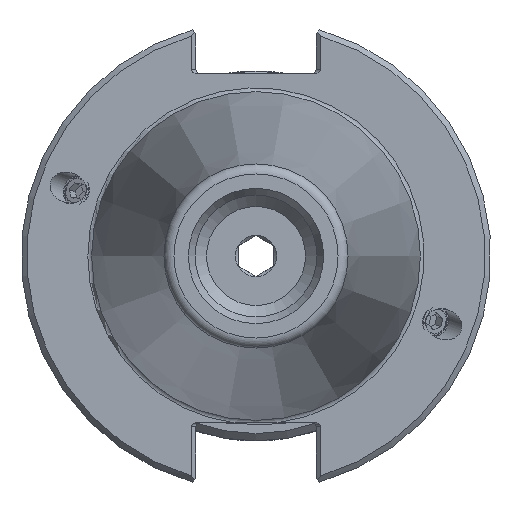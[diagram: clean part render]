
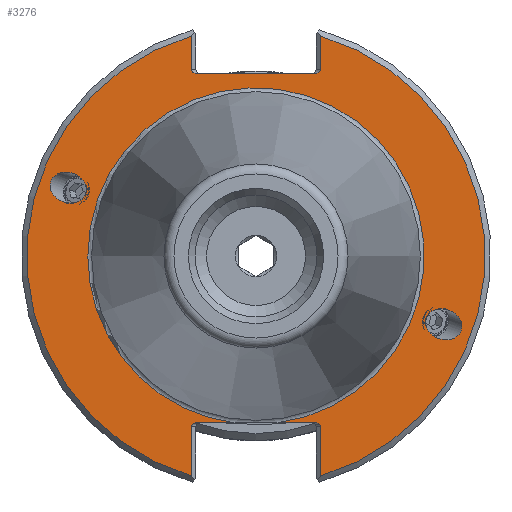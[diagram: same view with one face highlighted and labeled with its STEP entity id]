
A CAD part, left-side view. The second image highlights one B-rep face of the part: STEP entity #3276.
In plain terms, the highlighted planar face has unit normal (-1, 0, 0).
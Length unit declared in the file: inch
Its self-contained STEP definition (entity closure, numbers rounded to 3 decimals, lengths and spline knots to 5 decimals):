
#161=LINE('',#6108,#331);
#170=LINE('',#6143,#340);
#177=LINE('',#6172,#347);
#186=LINE('',#6207,#356);
#187=LINE('',#6220,#357);
#192=LINE('',#6268,#362);
#193=LINE('',#6271,#363);
#331=VECTOR('',#3961,0.1782);
#340=VECTOR('',#3990,0.1782);
#347=VECTOR('',#4013,0.2622);
#356=VECTOR('',#4042,0.2622);
#357=VECTOR('',#4055,0.63343);
#362=VECTOR('',#4090,0.205);
#363=VECTOR('',#4095,0.205);
#662=PLANE('',#3539);
#747=FACE_BOUND('',#1228,.T.);
#748=FACE_BOUND('',#1229,.T.);
#825=CIRCLE('',#3537,0.895);
#827=CIRCLE('',#3540,1.22);
#828=CIRCLE('',#3541,1.22);
#988=FACE_OUTER_BOUND('',#1227,.T.);
#1227=EDGE_LOOP('',(#2520,#2521,#2522,#2523,#2524,#2525,#2526,#2527,#2528,
#2529,#2530,#2531,#2532,#2533));
#1228=EDGE_LOOP('',(#2534));
#1229=EDGE_LOOP('',(#2535));
#1416=ELLIPSE('',#3426,0.09853,0.08071);
#1417=ELLIPSE('',#3436,0.09853,0.08071);
#1418=ELLIPSE('',#3484,0.02828,0.02);
#1425=ELLIPSE('',#3498,0.02828,0.02);
#1426=ELLIPSE('',#3502,0.02828,0.02);
#1433=ELLIPSE('',#3516,0.02828,0.02);
#1434=VERTEX_POINT('',#4664);
#1441=VERTEX_POINT('',#4765);
#1527=VERTEX_POINT('',#6086);
#1528=VERTEX_POINT('',#6088);
#1533=VERTEX_POINT('',#6104);
#1539=VERTEX_POINT('',#6128);
#1540=VERTEX_POINT('',#6130);
#1543=VERTEX_POINT('',#6142);
#1544=VERTEX_POINT('',#6148);
#1545=VERTEX_POINT('',#6149);
#1551=VERTEX_POINT('',#6168);
#1557=VERTEX_POINT('',#6192);
#1558=VERTEX_POINT('',#6194);
#1561=VERTEX_POINT('',#6206);
#1570=VERTEX_POINT('',#6251);
#1571=VERTEX_POINT('',#6252);
#1755=EDGE_CURVE('',#1434,#1434,#1416,.T.);
#1762=EDGE_CURVE('',#1441,#1441,#1417,.T.);
#1870=EDGE_CURVE('',#1527,#1528,#1418,.T.);
#1879=EDGE_CURVE('',#1533,#1527,#161,.T.);
#1889=EDGE_CURVE('',#1539,#1540,#1425,.T.);
#1894=EDGE_CURVE('',#1540,#1543,#170,.T.);
#1896=EDGE_CURVE('',#1544,#1545,#1426,.T.);
#1907=EDGE_CURVE('',#1551,#1544,#177,.T.);
#1917=EDGE_CURVE('',#1557,#1558,#1433,.T.);
#1922=EDGE_CURVE('',#1558,#1561,#186,.T.);
#1927=EDGE_CURVE('',#1528,#1539,#187,.T.);
#1941=EDGE_CURVE('',#1570,#1571,#825,.T.);
#1943=EDGE_CURVE('',#1545,#1570,#192,.T.);
#1944=EDGE_CURVE('',#1543,#1551,#827,.T.);
#1945=EDGE_CURVE('',#1561,#1533,#828,.T.);
#1946=EDGE_CURVE('',#1571,#1557,#193,.T.);
#2520=ORIENTED_EDGE('',*,*,#1941,.F.);
#2521=ORIENTED_EDGE('',*,*,#1943,.F.);
#2522=ORIENTED_EDGE('',*,*,#1896,.F.);
#2523=ORIENTED_EDGE('',*,*,#1907,.F.);
#2524=ORIENTED_EDGE('',*,*,#1944,.F.);
#2525=ORIENTED_EDGE('',*,*,#1894,.F.);
#2526=ORIENTED_EDGE('',*,*,#1889,.F.);
#2527=ORIENTED_EDGE('',*,*,#1927,.F.);
#2528=ORIENTED_EDGE('',*,*,#1870,.F.);
#2529=ORIENTED_EDGE('',*,*,#1879,.F.);
#2530=ORIENTED_EDGE('',*,*,#1945,.F.);
#2531=ORIENTED_EDGE('',*,*,#1922,.F.);
#2532=ORIENTED_EDGE('',*,*,#1917,.F.);
#2533=ORIENTED_EDGE('',*,*,#1946,.F.);
#2534=ORIENTED_EDGE('',*,*,#1755,.T.);
#2535=ORIENTED_EDGE('',*,*,#1762,.T.);
#3276=ADVANCED_FACE('',(#988,#747,#748),#662,.T.);
#3426=AXIS2_PLACEMENT_3D('',#4665,#3784,#3785);
#3436=AXIS2_PLACEMENT_3D('',#4766,#3804,#3805);
#3484=AXIS2_PLACEMENT_3D('',#6089,#3943,#3944);
#3498=AXIS2_PLACEMENT_3D('',#6131,#3981,#3982);
#3502=AXIS2_PLACEMENT_3D('',#6150,#3993,#3994);
#3516=AXIS2_PLACEMENT_3D('',#6195,#4033,#4034);
#3537=AXIS2_PLACEMENT_3D('',#6264,#4084,#4085);
#3539=AXIS2_PLACEMENT_3D('',#6267,#4088,#4089);
#3540=AXIS2_PLACEMENT_3D('',#6269,#4091,#4092);
#3541=AXIS2_PLACEMENT_3D('',#6270,#4093,#4094);
#3784=DIRECTION('center_axis',(1.,0.,0.));
#3785=DIRECTION('ref_axis',(0.,-0.94,-0.342));
#3804=DIRECTION('center_axis',(1.,0.,0.));
#3805=DIRECTION('ref_axis',(0.,0.94,0.342));
#3943=DIRECTION('center_axis',(-1.,0.,0.));
#3944=DIRECTION('ref_axis',(0.,1.,0.));
#3961=DIRECTION('',(0.,0.,-1.));
#3981=DIRECTION('center_axis',(-1.,0.,0.));
#3982=DIRECTION('ref_axis',(0.,-1.,0.));
#3990=DIRECTION('',(0.,0.,1.));
#3993=DIRECTION('center_axis',(-1.,0.,0.));
#3994=DIRECTION('ref_axis',(0.,-1.,0.));
#4013=DIRECTION('',(0.,0.,1.));
#4033=DIRECTION('center_axis',(-1.,0.,0.));
#4034=DIRECTION('ref_axis',(0.,1.,0.));
#4042=DIRECTION('',(0.,0.,-1.));
#4055=DIRECTION('',(0.,-1.,0.));
#4084=DIRECTION('center_axis',(-1.,0.,0.));
#4085=DIRECTION('ref_axis',(0.,-1.,0.));
#4088=DIRECTION('center_axis',(-1.,0.,0.));
#4089=DIRECTION('ref_axis',(0.,0.,1.));
#4090=DIRECTION('',(0.,1.,0.));
#4091=DIRECTION('center_axis',(1.,0.,0.));
#4092=DIRECTION('ref_axis',(0.,-1.,0.));
#4093=DIRECTION('center_axis',(1.,0.,0.));
#4094=DIRECTION('ref_axis',(0.,1.,0.));
#4095=DIRECTION('',(0.,1.,0.));
#4664=CARTESIAN_POINT('',(0.125,-0.90631,-0.32987));
#4665=CARTESIAN_POINT('Origin',(0.125,-0.99889,-0.36357));
#4765=CARTESIAN_POINT('',(0.125,0.90631,0.32987));
#4766=CARTESIAN_POINT('Origin',(0.125,0.99889,0.36357));
#6086=CARTESIAN_POINT('',(0.125,0.345,0.992));
#6088=CARTESIAN_POINT('',(0.125,0.31672,0.972));
#6089=CARTESIAN_POINT('Origin',(0.125,0.31672,0.992));
#6104=CARTESIAN_POINT('',(0.125,0.345,1.1702));
#6108=CARTESIAN_POINT('',(0.125,0.345,0.486));
#6128=CARTESIAN_POINT('',(0.125,-0.31672,0.972));
#6130=CARTESIAN_POINT('',(0.125,-0.345,0.992));
#6131=CARTESIAN_POINT('Origin',(0.125,-0.31672,0.992));
#6142=CARTESIAN_POINT('',(0.125,-0.345,1.1702));
#6143=CARTESIAN_POINT('',(0.125,-0.345,0.486));
#6148=CARTESIAN_POINT('',(0.125,-0.345,-0.908));
#6149=CARTESIAN_POINT('',(0.125,-0.31672,-0.888));
#6150=CARTESIAN_POINT('Origin',(0.125,-0.31672,-0.908));
#6168=CARTESIAN_POINT('',(0.125,-0.345,-1.1702));
#6172=CARTESIAN_POINT('',(0.125,-0.345,-0.444));
#6192=CARTESIAN_POINT('',(0.125,0.31672,-0.888));
#6194=CARTESIAN_POINT('',(0.125,0.345,-0.908));
#6195=CARTESIAN_POINT('Origin',(0.125,0.31672,-0.908));
#6206=CARTESIAN_POINT('',(0.125,0.345,-1.1702));
#6207=CARTESIAN_POINT('',(0.125,0.345,-0.444));
#6220=CARTESIAN_POINT('',(0.125,0.53125,0.972));
#6251=CARTESIAN_POINT('',(0.125,-0.11172,-0.888));
#6252=CARTESIAN_POINT('',(0.125,0.11172,-0.888));
#6264=CARTESIAN_POINT('Origin',(0.125,0.,0.));
#6267=CARTESIAN_POINT('Origin',(0.125,1.0625,0.));
#6268=CARTESIAN_POINT('',(0.125,0.53125,-0.888));
#6269=CARTESIAN_POINT('Origin',(0.125,0.,0.));
#6270=CARTESIAN_POINT('Origin',(0.125,0.,0.));
#6271=CARTESIAN_POINT('',(0.125,0.53125,-0.888));
